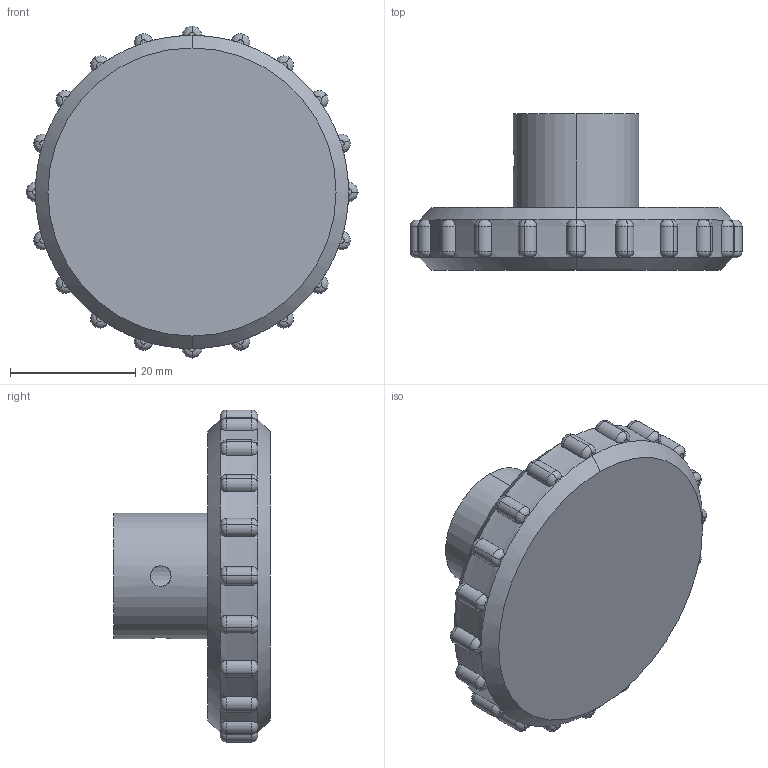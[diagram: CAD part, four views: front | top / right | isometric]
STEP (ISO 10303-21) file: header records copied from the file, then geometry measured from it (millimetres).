
FILE_DESCRIPTION (( 'STEP AP203' ), '1' );
FILE_NAME ('Lead screw manual adjuster.STEP', '2020-07-30T20:46:42', ( '' ), ( '' ), 'SwSTEP 2.0', 'SolidWorks 2018', '' );
FILE_SCHEMA (( 'CONFIG_CONTROL_DESIGN' ));
Length unit declared in the file: millimetre
Products named in the file (1): Lead screw manual adjuster
Bounding box: 53 x 25 x 53 mm (x, y, z)
Volume: 23290.9 mm3; surface area: 6812.1 mm2
Topology: 1 solids, 1 shells, 196 faces, 462 edges, 268 vertices
Faces by surface type: torus 80, cylinder 68, plane 44, cone 4
Entity records: 6311 total; most frequent: CARTESIAN_POINT 1695, DIRECTION 1060, ORIENTED_EDGE 924, AXIS2_PLACEMENT_3D 493, EDGE_CURVE 462, CIRCLE 296, VERTEX_POINT 268, EDGE_LOOP 200
